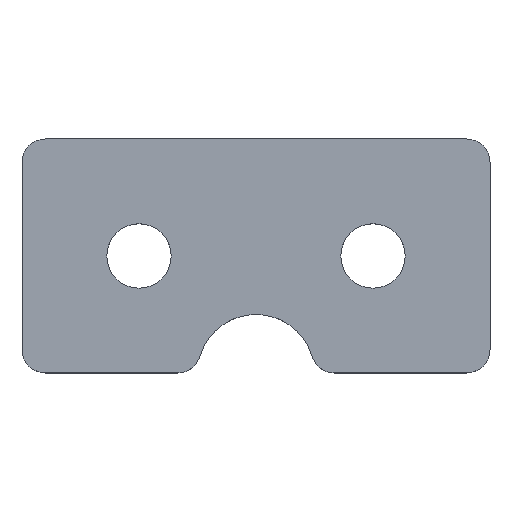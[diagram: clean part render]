
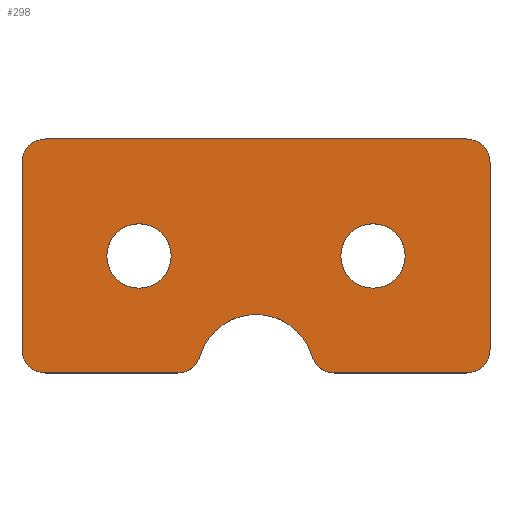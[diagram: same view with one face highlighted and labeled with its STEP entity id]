
A CAD part, top view. The second image highlights one B-rep face of the part: STEP entity #298.
In plain terms, the highlighted planar face has unit normal (0, 0, 1).
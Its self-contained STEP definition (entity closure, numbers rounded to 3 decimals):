
#18=FACE_BOUND($,#62,.T.);
#19=FACE_BOUND($,#63,.T.);
#26=PLANE($,#335);
#41=FACE_OUTER_BOUND($,#61,.T.);
#61=EDGE_LOOP($,(#260,#261,#262,#263,#264,#265,#266,#267,#268,#269,#270,
#271));
#62=EDGE_LOOP($,(#272));
#63=EDGE_LOOP($,(#273));
#71=LINE($,#466,#93);
#77=LINE($,#481,#99);
#80=LINE($,#490,#102);
#84=LINE($,#507,#106);
#85=LINE($,#511,#107);
#93=VECTOR($,#371,36.);
#99=VECTOR($,#387,11.292);
#102=VECTOR($,#396,11.292);
#106=VECTOR($,#418,16.);
#107=VECTOR($,#425,16.);
#108=CIRCLE($,#303,2.);
#118=CIRCLE($,#316,2.);
#119=CIRCLE($,#318,2.);
#120=CIRCLE($,#321,2.);
#121=CIRCLE($,#324,2.);
#122=CIRCLE($,#326,2.);
#123=CIRCLE($,#328,2.75);
#124=CIRCLE($,#330,2.75);
#125=CIRCLE($,#333,5.);
#126=VERTEX_POINT($,#430);
#127=VERTEX_POINT($,#431);
#142=VERTEX_POINT($,#465);
#143=VERTEX_POINT($,#469);
#144=VERTEX_POINT($,#473);
#145=VERTEX_POINT($,#474);
#146=VERTEX_POINT($,#479);
#147=VERTEX_POINT($,#483);
#148=VERTEX_POINT($,#484);
#149=VERTEX_POINT($,#489);
#150=VERTEX_POINT($,#493);
#151=VERTEX_POINT($,#497);
#152=VERTEX_POINT($,#501);
#153=VERTEX_POINT($,#504);
#154=EDGE_CURVE($,#126,#127,#108,.T.);
#171=EDGE_CURVE($,#142,#127,#71,.T.);
#173=EDGE_CURVE($,#142,#143,#118,.T.);
#175=EDGE_CURVE($,#144,#145,#119,.T.);
#179=EDGE_CURVE($,#144,#146,#77,.T.);
#180=EDGE_CURVE($,#147,#148,#120,.T.);
#183=EDGE_CURVE($,#149,#148,#80,.T.);
#185=EDGE_CURVE($,#149,#150,#121,.T.);
#187=EDGE_CURVE($,#151,#146,#122,.T.);
#189=EDGE_CURVE($,#152,#152,#123,.T.);
#190=EDGE_CURVE($,#153,#153,#124,.T.);
#191=EDGE_CURVE($,#151,#143,#84,.T.);
#192=EDGE_CURVE($,#147,#145,#125,.T.);
#193=EDGE_CURVE($,#126,#150,#85,.T.);
#260=ORIENTED_EDGE($,*,*,#154,.F.);
#261=ORIENTED_EDGE($,*,*,#193,.T.);
#262=ORIENTED_EDGE($,*,*,#185,.F.);
#263=ORIENTED_EDGE($,*,*,#183,.T.);
#264=ORIENTED_EDGE($,*,*,#180,.F.);
#265=ORIENTED_EDGE($,*,*,#192,.T.);
#266=ORIENTED_EDGE($,*,*,#175,.F.);
#267=ORIENTED_EDGE($,*,*,#179,.T.);
#268=ORIENTED_EDGE($,*,*,#187,.F.);
#269=ORIENTED_EDGE($,*,*,#191,.T.);
#270=ORIENTED_EDGE($,*,*,#173,.F.);
#271=ORIENTED_EDGE($,*,*,#171,.T.);
#272=ORIENTED_EDGE($,*,*,#189,.T.);
#273=ORIENTED_EDGE($,*,*,#190,.T.);
#298=ADVANCED_FACE($,(#41,#18,#19),#26,.T.);
#303=AXIS2_PLACEMENT_3D($,#432,#340,#341);
#316=AXIS2_PLACEMENT_3D($,#470,#375,#376);
#318=AXIS2_PLACEMENT_3D($,#475,#380,#381);
#321=AXIS2_PLACEMENT_3D($,#485,#390,#391);
#324=AXIS2_PLACEMENT_3D($,#494,#400,#401);
#326=AXIS2_PLACEMENT_3D($,#498,#405,#406);
#328=AXIS2_PLACEMENT_3D($,#502,#410,#411);
#330=AXIS2_PLACEMENT_3D($,#505,#414,#415);
#333=AXIS2_PLACEMENT_3D($,#509,#421,#422);
#335=AXIS2_PLACEMENT_3D($,#512,#426,#427);
#340=DIRECTION('center_axis',(0.,0.,-1.));
#341=DIRECTION('ref_axis',(-0.707,0.707,0.));
#371=DIRECTION($,(-1.,0.,0.));
#375=DIRECTION('center_axis',(0.,0.,-1.));
#376=DIRECTION('ref_axis',(0.707,0.707,0.));
#380=DIRECTION('center_axis',(0.,0.,-1.));
#381=DIRECTION('ref_axis',(-0.598,-0.802,0.));
#387=DIRECTION($,(1.,0.,0.));
#390=DIRECTION('center_axis',(0.,0.,-1.));
#391=DIRECTION('ref_axis',(0.598,-0.802,0.));
#396=DIRECTION($,(1.,0.,0.));
#400=DIRECTION('center_axis',(0.,0.,-1.));
#401=DIRECTION('ref_axis',(-0.707,-0.707,0.));
#405=DIRECTION('center_axis',(0.,0.,-1.));
#406=DIRECTION('ref_axis',(0.707,-0.707,0.));
#410=DIRECTION('center_axis',(0.,0.,-1.));
#411=DIRECTION('ref_axis',(-1.,0.,0.));
#414=DIRECTION('center_axis',(0.,0.,-1.));
#415=DIRECTION('ref_axis',(-1.,0.,0.));
#418=DIRECTION($,(0.,1.,0.));
#421=DIRECTION('center_axis',(0.,0.,-1.));
#422=DIRECTION('ref_axis',(1.,0.,0.));
#425=DIRECTION($,(0.,-1.,0.));
#426=DIRECTION('center_axis',(0.,0.,1.));
#427=DIRECTION('ref_axis',(1.,0.,0.));
#430=CARTESIAN_POINT('',(-20.,8.,2.657));
#431=CARTESIAN_POINT('',(-18.,10.,2.657));
#432=CARTESIAN_POINT('Origin',(-18.,8.,2.657));
#465=CARTESIAN_POINT('',(18.,10.,2.657));
#466=CARTESIAN_POINT($,(-20.,10.,2.657));
#469=CARTESIAN_POINT('',(20.,8.,2.657));
#470=CARTESIAN_POINT('Origin',(18.,8.,2.657));
#473=CARTESIAN_POINT('',(6.708,-10.,2.657));
#474=CARTESIAN_POINT('',(4.792,-8.571,2.657));
#475=CARTESIAN_POINT('Origin',(6.708,-8.,2.657));
#479=CARTESIAN_POINT('',(18.,-10.,2.657));
#481=CARTESIAN_POINT($,(20.,-10.,2.657));
#483=CARTESIAN_POINT('',(-4.792,-8.571,2.657));
#484=CARTESIAN_POINT('',(-6.708,-10.,2.657));
#485=CARTESIAN_POINT('Origin',(-6.708,-8.,2.657));
#489=CARTESIAN_POINT('',(-18.,-10.,2.657));
#490=CARTESIAN_POINT($,(-5.,-10.,2.657));
#493=CARTESIAN_POINT('',(-20.,-8.,2.657));
#494=CARTESIAN_POINT('Origin',(-18.,-8.,2.657));
#497=CARTESIAN_POINT('',(20.,-8.,2.657));
#498=CARTESIAN_POINT('Origin',(18.,-8.,2.657));
#501=CARTESIAN_POINT('',(-7.25,0.,2.657));
#502=CARTESIAN_POINT('Origin',(-10.,0.,2.657));
#504=CARTESIAN_POINT('',(12.75,0.,2.657));
#505=CARTESIAN_POINT('Origin',(10.,0.,2.657));
#507=CARTESIAN_POINT($,(20.,10.,2.657));
#509=CARTESIAN_POINT('Origin',(0.,-10.,2.657));
#511=CARTESIAN_POINT($,(-20.,-10.,2.657));
#512=CARTESIAN_POINT('Origin',(0.,0.162,
2.657));
